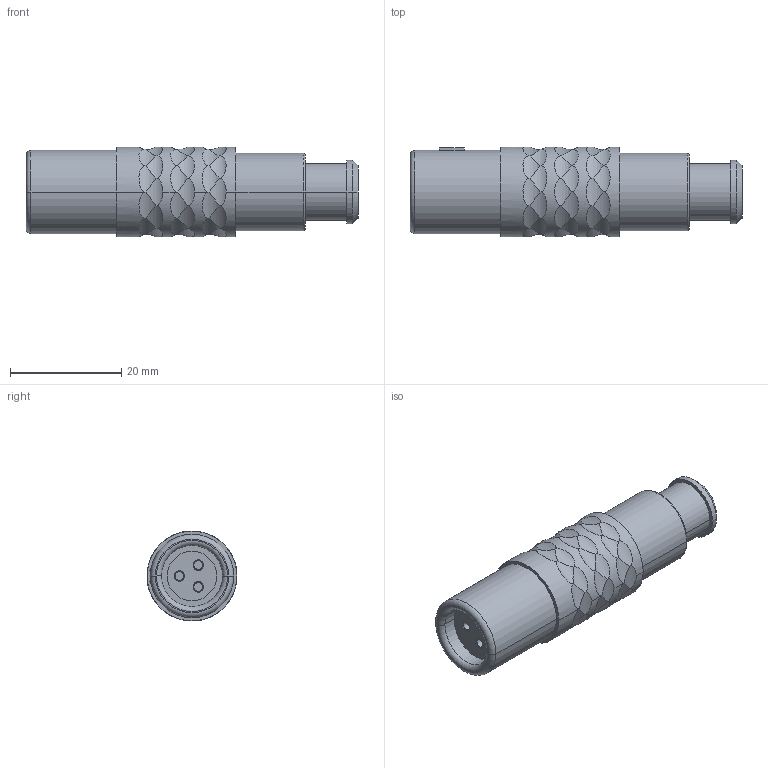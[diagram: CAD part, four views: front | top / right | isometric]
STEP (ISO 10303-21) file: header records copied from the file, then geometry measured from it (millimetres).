
FILE_DESCRIPTION((''),'2;1');
FILE_NAME('S22K0C-P03L','2013-01-30T',('rtrager'),(''),'PRO/ENGINEER BY PARAMETRIC TECHNOLOGY CORPORATION, 2010330','PRO/ENGINEER BY PARAMETRIC TECHNOLOGY CORPORATION, 2010330','');
FILE_SCHEMA(('CONFIG_CONTROL_DESIGN'));
Length unit declared in the file: millimetre
Products named in the file (1): S22K0C-P03L
Bounding box: 59.8 x 16.2 x 16.2 mm (x, y, z)
Volume: 7470.4 mm3; surface area: 4411.8 mm2
Topology: 1 solids, 1 shells, 162 faces, 411 edges, 266 vertices
Faces by surface type: cylinder 113, plane 27, torus 9, cone 8, bspline 5
Entity records: 7530 total; most frequent: CARTESIAN_POINT 3908, ORIENTED_EDGE 822, DIRECTION 629, EDGE_CURVE 411, AXIS2_PLACEMENT_3D 270, VERTEX_POINT 266, B_SPLINE_CURVE_WITH_KNOTS 209, EDGE_LOOP 177
